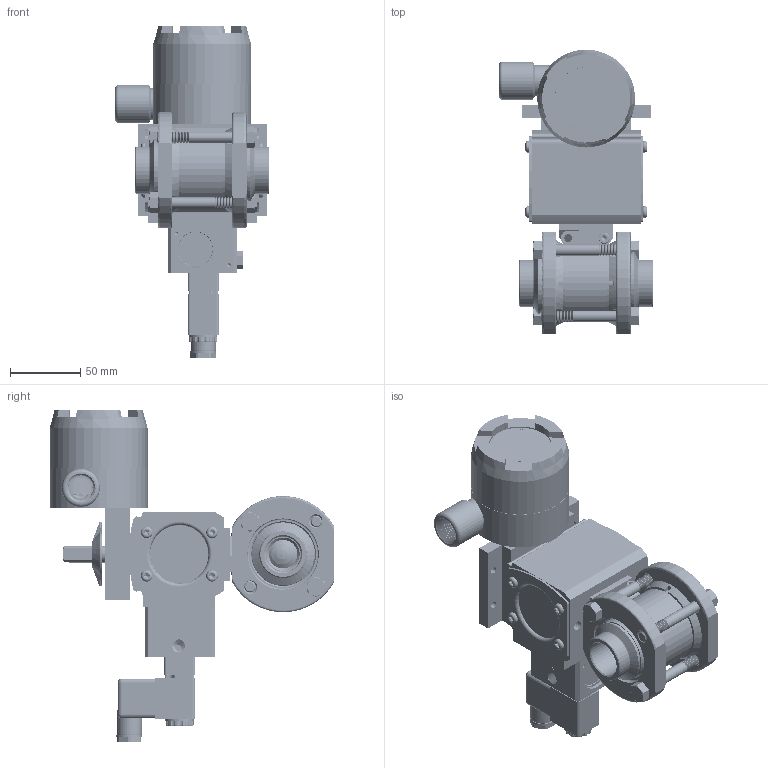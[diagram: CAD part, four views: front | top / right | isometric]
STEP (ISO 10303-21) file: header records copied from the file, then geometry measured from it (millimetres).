
FILE_DESCRIPTION (( 'STEP AP203' ), '1' );
FILE_NAME ('28XXTSWSA512D4GPDSLS.step', '2018-09-05T13:01:25', ( '' ), ( '' ), 'SwSTEP 2.0', 'SolidWorks 2018', '' );
FILE_SCHEMA (( 'CONFIG_CONTROL_DESIGN' ));
Products named in the file (1): 28XXTSWSA512D4GPDSLS
Bounding box: 109.49 x 201.99 x 235.74 mm (x, y, z)
Volume: 751853 mm3; surface area: 278585 mm2
Topology: 52 solids, 52 shells, 4658 faces, 12153 edges, 7565 vertices
Faces by surface type: cylinder 2037, cone 1444, plane 774, torus 200, bspline 197, sphere 6
Entity records: 217625 total; most frequent: CARTESIAN_POINT 107011, ORIENTED_EDGE 23942, DIRECTION 23306, EDGE_CURVE 11971, AXIS2_PLACEMENT_3D 9394, VERTEX_POINT 7561, EDGE_LOOP 4976, CIRCLE 4932
